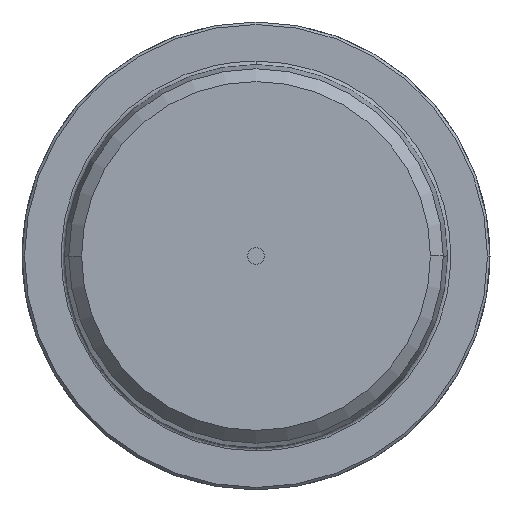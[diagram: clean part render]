
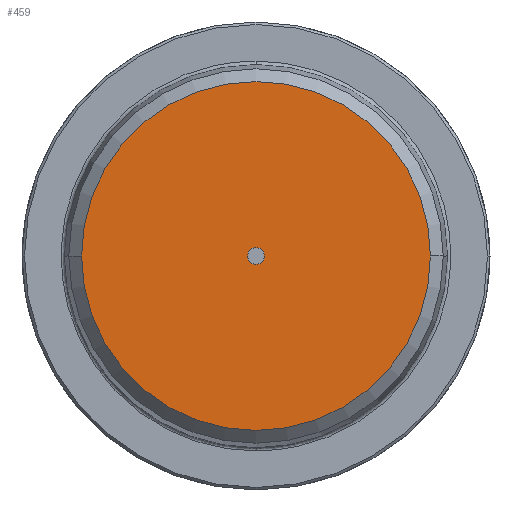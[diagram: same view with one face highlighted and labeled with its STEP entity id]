
A CAD part, front view. The second image highlights one B-rep face of the part: STEP entity #459.
In plain terms, the highlighted planar face has unit normal (0, -1, 0).
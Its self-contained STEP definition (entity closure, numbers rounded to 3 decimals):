
#3 = EDGE_CURVE ( 'NONE', #258, #1553, #383, .T. ) ;
#8 = DIRECTION ( 'NONE',  ( 0., 1., 0. ) ) ;
#23 = CARTESIAN_POINT ( 'NONE',  ( 0., -21.8, 0. ) ) ;
#112 = EDGE_CURVE ( 'NONE', #1422, #403, #1594, .T. ) ;
#114 = AXIS2_PLACEMENT_3D ( 'NONE', #1334, #379, #664 ) ;
#217 = DIRECTION ( 'NONE',  ( 0., 0., -1. ) ) ;
#258 = VERTEX_POINT ( 'NONE', #1020 ) ;
#266 = DIRECTION ( 'NONE',  ( -1., 0., 0. ) ) ;
#278 = FACE_BOUND ( 'NONE', #1493, .T. ) ;
#280 = AXIS2_PLACEMENT_3D ( 'NONE', #23, #1106, #287 ) ;
#287 = DIRECTION ( 'NONE',  ( 1., 0., 0. ) ) ;
#379 = DIRECTION ( 'NONE',  ( 0., 1., 0. ) ) ;
#383 = CIRCLE ( 'NONE', #1343, 1. ) ;
#403 = VERTEX_POINT ( 'NONE', #1038 ) ;
#446 = DIRECTION ( 'NONE',  ( 1., 0., 0. ) ) ;
#459 = ADVANCED_FACE ( 'NONE', ( #278, #1110 ), #1165, .T. ) ;
#476 = CIRCLE ( 'NONE', #114, 20.5 ) ;
#495 = DIRECTION ( 'NONE',  ( 0., -1., 0. ) ) ;
#550 = ORIENTED_EDGE ( 'NONE', *, *, #3, .T. ) ;
#609 = ORIENTED_EDGE ( 'NONE', *, *, #112, .F. ) ;
#645 = CIRCLE ( 'NONE', #280, 1. ) ;
#663 = CARTESIAN_POINT ( 'NONE',  ( 0., -21.8, 0. ) ) ;
#664 = DIRECTION ( 'NONE',  ( -1., 0., 0. ) ) ;
#665 = ORIENTED_EDGE ( 'NONE', *, *, #1191, .T. ) ;
#862 = AXIS2_PLACEMENT_3D ( 'NONE', #895, #495, #217 ) ;
#895 = CARTESIAN_POINT ( 'NONE',  ( 10.75, -21.8, 0. ) ) ;
#932 = CARTESIAN_POINT ( 'NONE',  ( 1., -21.8, 0. ) ) ;
#936 = EDGE_CURVE ( 'NONE', #403, #1422, #476, .T. ) ;
#1020 = CARTESIAN_POINT ( 'NONE',  ( -1., -21.8, 0. ) ) ;
#1038 = CARTESIAN_POINT ( 'NONE',  ( 20.5, -21.8, 0. ) ) ;
#1106 = DIRECTION ( 'NONE',  ( 0., 1., 0. ) ) ;
#1110 = FACE_OUTER_BOUND ( 'NONE', #1592, .T. ) ;
#1165 = PLANE ( 'NONE',  #862 ) ;
#1191 = EDGE_CURVE ( 'NONE', #1553, #258, #645, .T. ) ;
#1255 = CARTESIAN_POINT ( 'NONE',  ( 0., -21.8, 0. ) ) ;
#1264 = DIRECTION ( 'NONE',  ( 0., 1., 0. ) ) ;
#1334 = CARTESIAN_POINT ( 'NONE',  ( 0., -21.8, 0. ) ) ;
#1343 = AXIS2_PLACEMENT_3D ( 'NONE', #1255, #1264, #446 ) ;
#1422 = VERTEX_POINT ( 'NONE', #1574 ) ;
#1493 = EDGE_LOOP ( 'NONE', ( #665, #550 ) ) ;
#1541 = ORIENTED_EDGE ( 'NONE', *, *, #936, .F. ) ;
#1553 = VERTEX_POINT ( 'NONE', #932 ) ;
#1574 = CARTESIAN_POINT ( 'NONE',  ( -20.5, -21.8, 0. ) ) ;
#1592 = EDGE_LOOP ( 'NONE', ( #609, #1541 ) ) ;
#1594 = CIRCLE ( 'NONE', #1729, 20.5 ) ;
#1729 = AXIS2_PLACEMENT_3D ( 'NONE', #663, #8, #266 ) ;
